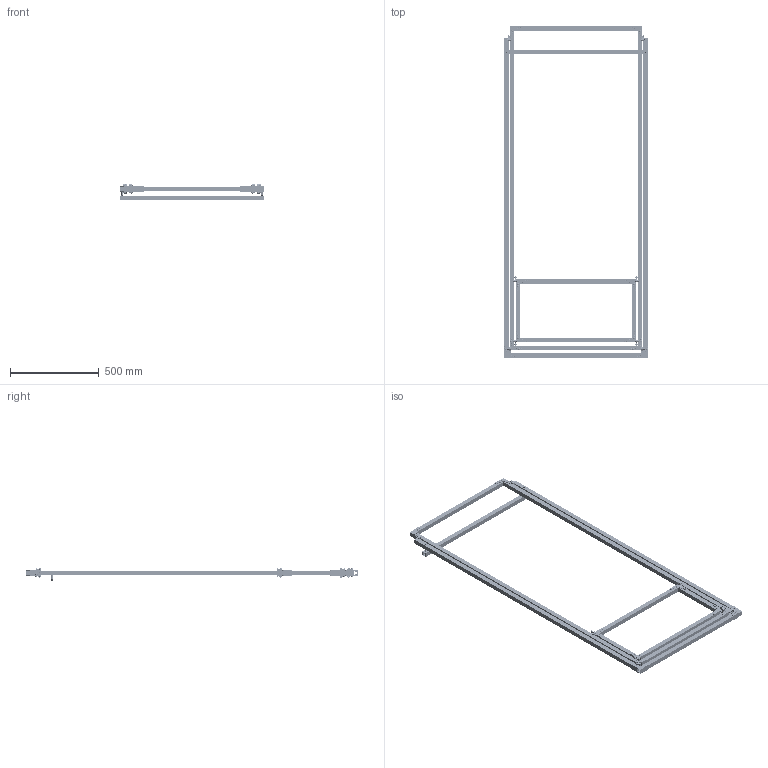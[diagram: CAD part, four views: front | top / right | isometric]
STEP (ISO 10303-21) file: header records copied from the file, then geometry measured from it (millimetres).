
FILE_DESCRIPTION (( 'STEP AP214' ), '1' );
FILE_NAME ('am-4784 1x1 CF Elevator 2 Stage Bearing and Structure Kit.STEP', '2022-11-30T15:31:15', ( '' ), ( '' ), 'SwSTEP 2.0', 'SolidWorks 2022', '' );
FILE_SCHEMA (( 'AUTOMOTIVE_DESIGN' ));
Length unit declared in the file: inch
Products named in the file (25): am-4783 1x1 CF Elevator 1 Stage Bearing and Structure Kit; 695-2Z Bearing_7804K108; Carriage 14 Vertical; am-4784 1x1 CF Elevator 2 Stage Bearing and Structure Kit; AS31-10-44 Aluminum Spacer; Carriage 24.75 Cross 1x1; Corner Bracket Example_Top Right Corner Bracket; am-4870 1x1 CF Elevator Corner Bearing Kit; 187 pop rivet; Elevator Corner Bracket; am-4246 CF5 Crowned Cam Follower; am-3876 1000long .192ID Aluminum Spacer; Outer Stage 32 Rear 1x1; FHCS 10-32x0.625_SCHCSCREW 0.19-32x0.625x0.625-HX-C; Outer Stage 70 Vertical 1x1; 10-32x1750_shcs_HX-SHCS 0.19-32x1.375x1-C; 10-32x1375_shcs_HX-SHCS 0.19-32x1.375x1-C; 1x1 Cam Follower Bearing Assembly; Outer Stage 32 Bottom 1x1; 1x1 UniPlate V0.1 alt screw; 10-32 Nylock Jam Nut_90633A411; Mid Stage 72 Vertical 1x1_2 Stage Elevator; M5 Nylock Nut 1_90576A104; Corner Bracket Example_Top Left Corner Bracket; Mid Stage 27.375 Cross 1x1
Assembly tree (87 placements, depth 4):
  am-4784 1x1 CF Elevator 2 Stage Bearing and Structure Kit
    Outer Stage 32 Bottom 1x1
    Outer Stage 70 Vertical 1x1  x2
    am-4783 1x1 CF Elevator 1 Stage Bearing and Structure Kit
      Mid Stage 27.375 Cross 1x1  x2
      Mid Stage 72 Vertical 1x1_2 Stage Elevator  x2
      Carriage 14 Vertical  x2
      Carriage 24.75 Cross 1x1  x2
      am-4870 1x1 CF Elevator Corner Bearing Kit  x4
        1x1 UniPlate V0.1 alt screw
        am-4246 CF5 Crowned Cam Follower
        695-2Z Bearing_7804K108
        M5 Nylock Nut 1_90576A104
        10-32 Nylock Jam Nut_90633A411
        10-32x1750_shcs_HX-SHCS 0.19-32x1.375x1-C
        AS31-10-44 Aluminum Spacer
        FHCS 10-32x0.625_SCHCSCREW 0.19-32x0.625x0.625-HX-C
      Corner Bracket Example_Top Right Corner Bracket  x8
        Elevator Corner Bracket
        187 pop rivet
      Corner Bracket Example_Top Left Corner Bracket  x8
        Elevator Corner Bracket
        187 pop rivet
    1x1 Cam Follower Bearing Assembly  x4
      1x1 UniPlate V0.1 alt screw
      am-4246 CF5 Crowned Cam Follower
      695-2Z Bearing_7804K108
      M5 Nylock Nut 1_90576A104
      10-32 Nylock Jam Nut_90633A411
      10-32x1750_shcs_HX-SHCS 0.19-32x1.375x1-C
      AS31-10-44 Aluminum Spacer
      FHCS 10-32x0.625_SCHCSCREW 0.19-32x0.625x0.625-HX-C
    Corner Bracket Example_Top Left Corner Bracket  x2
      Elevator Corner Bracket
      187 pop rivet
    Corner Bracket Example_Top Right Corner Bracket  x2
      Elevator Corner Bracket
      187 pop rivet
    am-3876 1000long .192ID Aluminum Spacer  x2
    10-32x1375_shcs_HX-SHCS 0.19-32x1.375x1-C  x2
    Outer Stage 32 Rear 1x1
    10-32 Nylock Jam Nut_90633A411  x2
Bounding box: 812.8 x 1871.98 x 90.76 mm (x, y, z)
Volume: 2018967.3 mm3; surface area: 2581941.6 mm2
Topology: 548 solids, 548 shells, 5828 faces, 13057 edges, 8271 vertices
Faces by surface type: plane 1946, cylinder 1932, cone 1130, torus 596, sphere 192, bspline 32
Full cylindrical faces by diameter (mm): 1.5 x16, 2.921 x140, 4.091 x18, 4.178 x54, 4.255 x16, 4.342 x64, 4.788 x140, 4.826 x90, 4.851 x160, 4.877 x2, 4.9 x16, 4.92 x8, 5 x240, 5.105 x56, 5.294 x16, 6.08 x18, 7.937 x10, 7.938 x8, 8.209 x64, 9.2 x32, 9.525 x144, 9.791 x64, 10.213 x8, 12.959 x16, 13 x16
Entity records: 14827 total; most frequent: CARTESIAN_POINT 4355, DIRECTION 1940, ORIENTED_EDGE 1506, AXIS2_PLACEMENT_3D 790, EDGE_CURVE 753, EDGE_LOOP 630, VERTEX_POINT 547, FACE_OUTER_BOUND 489
